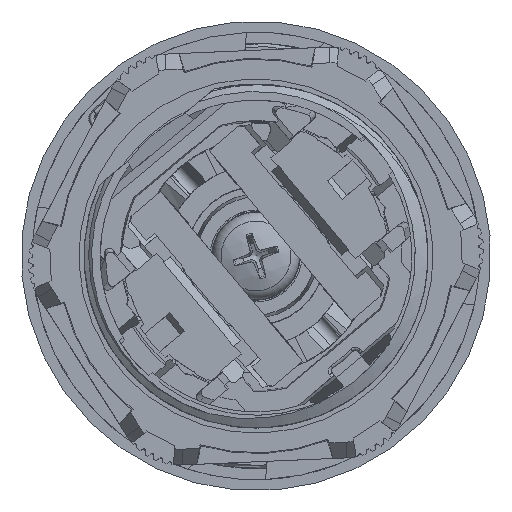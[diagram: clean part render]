
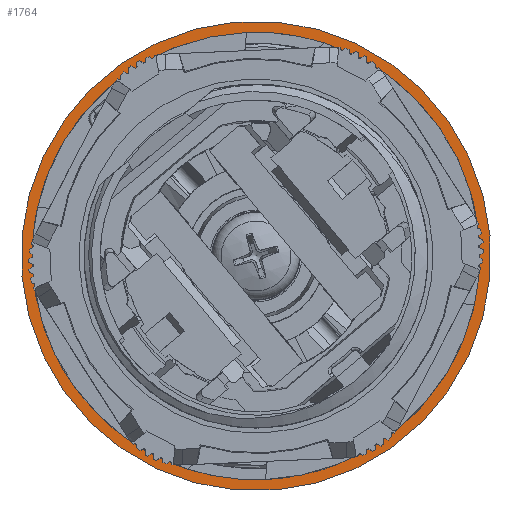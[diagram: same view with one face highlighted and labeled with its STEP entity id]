
A CAD part, front view. The second image highlights one B-rep face of the part: STEP entity #1764.
In plain terms, the highlighted planar face has unit normal (0, -1, 0).
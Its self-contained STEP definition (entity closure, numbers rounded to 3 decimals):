
#235=FACE_BOUND('',#3628,.T.);
#236=FACE_BOUND('',#3629,.T.);
#1010=PLANE('',#19680);
#1764=ADVANCED_FACE('',(#235,#236),#1010,.T.);
#3628=EDGE_LOOP('',(#8816));
#3629=EDGE_LOOP('',(#8817,#8818,#8819,#8820,#8821,#8822,#8823,#8824,#8825,
#8826,#8827,#8828,#8829,#8830,#8831,#8832));
#5013=CIRCLE('',#19670,14.85);
#5014=CIRCLE('',#19672,14.05);
#5015=CIRCLE('',#19673,14.);
#5016=CIRCLE('',#19674,14.05);
#5017=CIRCLE('',#19675,14.);
#5018=CIRCLE('',#19676,14.05);
#5019=CIRCLE('',#19677,14.);
#5020=CIRCLE('',#19678,14.05);
#5021=CIRCLE('',#19679,14.);
#8816=ORIENTED_EDGE('',*,*,#14385,.F.);
#8817=ORIENTED_EDGE('',*,*,#14386,.T.);
#8818=ORIENTED_EDGE('',*,*,#14387,.T.);
#8819=ORIENTED_EDGE('',*,*,#14388,.T.);
#8820=ORIENTED_EDGE('',*,*,#14389,.T.);
#8821=ORIENTED_EDGE('',*,*,#14390,.T.);
#8822=ORIENTED_EDGE('',*,*,#14391,.T.);
#8823=ORIENTED_EDGE('',*,*,#14392,.T.);
#8824=ORIENTED_EDGE('',*,*,#14393,.T.);
#8825=ORIENTED_EDGE('',*,*,#14394,.T.);
#8826=ORIENTED_EDGE('',*,*,#14395,.T.);
#8827=ORIENTED_EDGE('',*,*,#14396,.T.);
#8828=ORIENTED_EDGE('',*,*,#14397,.T.);
#8829=ORIENTED_EDGE('',*,*,#14398,.T.);
#8830=ORIENTED_EDGE('',*,*,#14399,.T.);
#8831=ORIENTED_EDGE('',*,*,#14400,.T.);
#8832=ORIENTED_EDGE('',*,*,#14401,.T.);
#11704=VERTEX_POINT('',#32210);
#11705=VERTEX_POINT('',#32213);
#11706=VERTEX_POINT('',#32214);
#11707=VERTEX_POINT('',#32216);
#11708=VERTEX_POINT('',#32218);
#11709=VERTEX_POINT('',#32220);
#11710=VERTEX_POINT('',#32222);
#11711=VERTEX_POINT('',#32224);
#11712=VERTEX_POINT('',#32226);
#11713=VERTEX_POINT('',#32228);
#11714=VERTEX_POINT('',#32230);
#11715=VERTEX_POINT('',#32232);
#11716=VERTEX_POINT('',#32234);
#11717=VERTEX_POINT('',#32236);
#11718=VERTEX_POINT('',#32238);
#11719=VERTEX_POINT('',#32240);
#11720=VERTEX_POINT('',#32242);
#14385=EDGE_CURVE('',#11704,#11704,#5013,.T.);
#14386=EDGE_CURVE('',#11705,#11706,#16396,.T.);
#14387=EDGE_CURVE('',#11706,#11707,#5014,.T.);
#14388=EDGE_CURVE('',#11707,#11708,#16397,.T.);
#14389=EDGE_CURVE('',#11708,#11709,#5015,.T.);
#14390=EDGE_CURVE('',#11709,#11710,#16398,.T.);
#14391=EDGE_CURVE('',#11710,#11711,#5016,.T.);
#14392=EDGE_CURVE('',#11711,#11712,#16399,.T.);
#14393=EDGE_CURVE('',#11712,#11713,#5017,.T.);
#14394=EDGE_CURVE('',#11713,#11714,#16400,.T.);
#14395=EDGE_CURVE('',#11714,#11715,#5018,.T.);
#14396=EDGE_CURVE('',#11715,#11716,#16401,.T.);
#14397=EDGE_CURVE('',#11716,#11717,#5019,.T.);
#14398=EDGE_CURVE('',#11717,#11718,#16402,.T.);
#14399=EDGE_CURVE('',#11718,#11719,#5020,.T.);
#14400=EDGE_CURVE('',#11719,#11720,#16403,.T.);
#14401=EDGE_CURVE('',#11720,#11705,#5021,.T.);
#16396=LINE('',#32212,#17962);
#16397=LINE('',#32217,#17963);
#16398=LINE('',#32221,#17964);
#16399=LINE('',#32225,#17965);
#16400=LINE('',#32229,#17966);
#16401=LINE('',#32233,#17967);
#16402=LINE('',#32237,#17968);
#16403=LINE('',#32241,#17969);
#17962=VECTOR('',#23876,1.);
#17963=VECTOR('',#23879,1.);
#17964=VECTOR('',#23882,1.);
#17965=VECTOR('',#23885,1.);
#17966=VECTOR('',#23888,1.);
#17967=VECTOR('',#23891,1.);
#17968=VECTOR('',#23894,1.);
#17969=VECTOR('',#23897,1.);
#19670=AXIS2_PLACEMENT_3D('',#32209,#23872,#23873);
#19672=AXIS2_PLACEMENT_3D('',#32215,#23877,#23878);
#19673=AXIS2_PLACEMENT_3D('',#32219,#23880,#23881);
#19674=AXIS2_PLACEMENT_3D('',#32223,#23883,#23884);
#19675=AXIS2_PLACEMENT_3D('',#32227,#23886,#23887);
#19676=AXIS2_PLACEMENT_3D('',#32231,#23889,#23890);
#19677=AXIS2_PLACEMENT_3D('',#32235,#23892,#23893);
#19678=AXIS2_PLACEMENT_3D('',#32239,#23895,#23896);
#19679=AXIS2_PLACEMENT_3D('',#32243,#23898,#23899);
#19680=AXIS2_PLACEMENT_3D('',#32244,#23900,#23901);
#23872=DIRECTION('',(0.,1.,0.));
#23873=DIRECTION('',(0.089,0.,0.996));
#23876=DIRECTION('',(-0.996,0.,0.089));
#23877=DIRECTION('',(0.,1.,0.));
#23878=DIRECTION('',(-0.199,0.,0.98));
#23879=DIRECTION('',(-0.089,0.,-0.996));
#23880=DIRECTION('',(0.,1.,0.));
#23881=DIRECTION('',(0.089,0.,0.996));
#23882=DIRECTION('',(0.089,0.,0.996));
#23883=DIRECTION('',(0.,1.,0.));
#23884=DIRECTION('',(0.98,0.,0.199));
#23885=DIRECTION('',(-0.996,0.,0.089));
#23886=DIRECTION('',(0.,1.,0.));
#23887=DIRECTION('',(0.089,0.,0.996));
#23888=DIRECTION('',(0.996,0.,-0.089));
#23889=DIRECTION('',(0.,1.,0.));
#23890=DIRECTION('',(0.199,0.,-0.98));
#23891=DIRECTION('',(0.089,0.,0.996));
#23892=DIRECTION('',(0.,1.,0.));
#23893=DIRECTION('',(0.089,0.,0.996));
#23894=DIRECTION('',(-0.089,0.,-0.996));
#23895=DIRECTION('',(0.,1.,0.));
#23896=DIRECTION('',(-0.98,0.,-0.199));
#23897=DIRECTION('',(0.996,0.,-0.089));
#23898=DIRECTION('',(0.,1.,0.));
#23899=DIRECTION('',(0.089,0.,0.996));
#23900=DIRECTION('',(0.,-1.,0.));
#23901=DIRECTION('',(0.996,0.,-0.089));
#32209=CARTESIAN_POINT('',(0.,0.95,0.));
#32210=CARTESIAN_POINT('',(1.315,0.95,14.792));
#32212=CARTESIAN_POINT('',(-6.354,0.95,4.581));
#32213=CARTESIAN_POINT('',(-13.01,0.95,5.172));
#32214=CARTESIAN_POINT('',(-13.061,0.95,5.177));
#32215=CARTESIAN_POINT('',(0.,0.95,0.));
#32216=CARTESIAN_POINT('',(-2.792,0.95,13.77));
#32217=CARTESIAN_POINT('',(-2.821,0.95,13.436));
#32218=CARTESIAN_POINT('',(-2.796,0.95,13.718));
#32219=CARTESIAN_POINT('',(0.,0.95,0.));
#32220=CARTESIAN_POINT('',(5.172,0.95,13.01));
#32221=CARTESIAN_POINT('',(5.219,0.95,13.538));
#32222=CARTESIAN_POINT('',(5.177,0.95,13.061));
#32223=CARTESIAN_POINT('',(0.,0.95,0.));
#32224=CARTESIAN_POINT('',(13.77,0.95,2.792));
#32225=CARTESIAN_POINT('',(6.252,0.95,3.46));
#32226=CARTESIAN_POINT('',(13.718,0.95,2.796));
#32227=CARTESIAN_POINT('',(0.,0.95,0.));
#32228=CARTESIAN_POINT('',(13.01,0.95,-5.172));
#32229=CARTESIAN_POINT('',(6.354,0.95,-4.581));
#32230=CARTESIAN_POINT('',(13.061,0.95,-5.177));
#32231=CARTESIAN_POINT('',(0.,0.95,0.));
#32232=CARTESIAN_POINT('',(2.792,0.95,-13.77));
#32233=CARTESIAN_POINT('',(4.099,0.95,0.932));
#32234=CARTESIAN_POINT('',(2.796,0.95,-13.718));
#32235=CARTESIAN_POINT('',(0.,0.95,0.));
#32236=CARTESIAN_POINT('',(-5.172,0.95,-13.01));
#32237=CARTESIAN_POINT('',(-3.942,0.95,0.831));
#32238=CARTESIAN_POINT('',(-5.177,0.95,-13.061));
#32239=CARTESIAN_POINT('',(0.,0.95,0.));
#32240=CARTESIAN_POINT('',(-13.77,0.95,-2.792));
#32241=CARTESIAN_POINT('',(-6.252,0.95,-3.46));
#32242=CARTESIAN_POINT('',(-13.718,0.95,-2.796));
#32243=CARTESIAN_POINT('',(0.,0.95,0.));
#32244=CARTESIAN_POINT('',(1.277,0.95,14.368));
